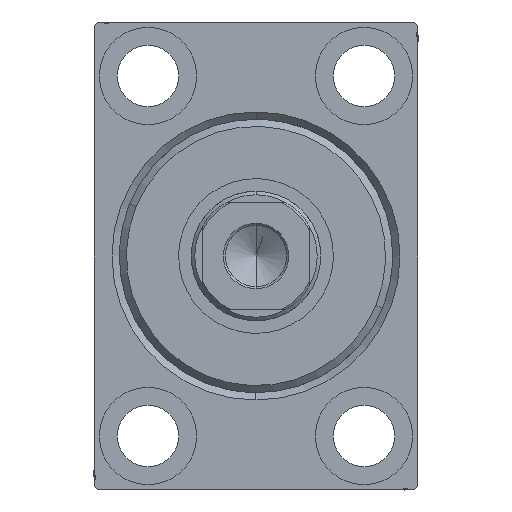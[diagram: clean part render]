
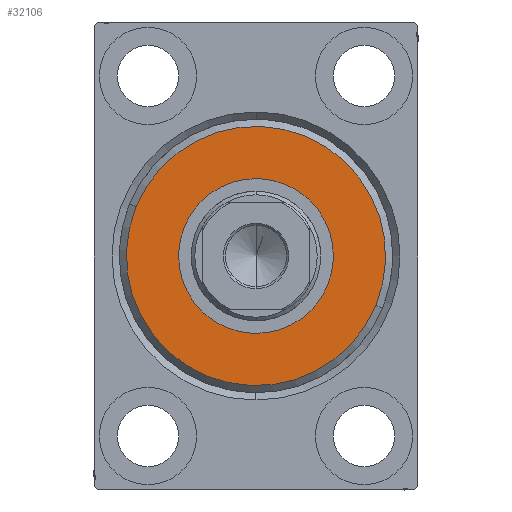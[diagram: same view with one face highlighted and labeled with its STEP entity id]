
A CAD part, left-side view. The second image highlights one B-rep face of the part: STEP entity #32106.
In plain terms, the highlighted face is planar.
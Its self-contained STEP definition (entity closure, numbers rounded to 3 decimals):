
#730 = DIRECTION ( 'NONE',  ( 1., 0., 0. ) ) ;
#978 = AXIS2_PLACEMENT_3D ( 'NONE', #19528, #12785, #37267 ) ;
#2876 = CARTESIAN_POINT ( 'NONE',  ( 3., 0., 10.75 ) ) ;
#4317 = ORIENTED_EDGE ( 'NONE', *, *, #20361, .T. ) ;
#4773 = FACE_BOUND ( 'NONE', #35121, .T. ) ;
#7039 = VERTEX_POINT ( 'NONE', #2876 ) ;
#7433 = CARTESIAN_POINT ( 'NONE',  ( 3., 0., 18. ) ) ;
#7439 = EDGE_CURVE ( 'NONE', #41272, #12333, #28754, .T. ) ;
#10836 = CARTESIAN_POINT ( 'NONE',  ( 3., 0., 0. ) ) ;
#11442 = DIRECTION ( 'NONE',  ( 0., 0., -1. ) ) ;
#11806 = ORIENTED_EDGE ( 'NONE', *, *, #16940, .T. ) ;
#12333 = VERTEX_POINT ( 'NONE', #35277 ) ;
#12785 = DIRECTION ( 'NONE',  ( -1., 0., 0. ) ) ;
#12925 = DIRECTION ( 'NONE',  ( 1., 0., 0. ) ) ;
#14328 = EDGE_CURVE ( 'NONE', #35319, #7039, #39673, .T. ) ;
#14815 = DIRECTION ( 'NONE',  ( -1., 0., 0. ) ) ;
#15824 = AXIS2_PLACEMENT_3D ( 'NONE', #19662, #12925, #26614 ) ;
#16940 = EDGE_CURVE ( 'NONE', #7039, #35319, #17397, .T. ) ;
#17397 = CIRCLE ( 'NONE', #43923, 10.75 ) ;
#17576 = FACE_OUTER_BOUND ( 'NONE', #20501, .T. ) ;
#18932 = CIRCLE ( 'NONE', #31125, 18. ) ;
#19528 = CARTESIAN_POINT ( 'NONE',  ( 3., 0., 0. ) ) ;
#19662 = CARTESIAN_POINT ( 'NONE',  ( 3., 0., 0. ) ) ;
#20361 = EDGE_CURVE ( 'NONE', #12333, #41272, #18932, .T. ) ;
#20501 = EDGE_LOOP ( 'NONE', ( #36753, #4317 ) ) ;
#23851 = CARTESIAN_POINT ( 'NONE',  ( 3., 0., 0. ) ) ;
#26614 = DIRECTION ( 'NONE',  ( 0., 0., -1. ) ) ;
#27657 = DIRECTION ( 'NONE',  ( 0., 0., -1. ) ) ;
#28754 = CIRCLE ( 'NONE', #15824, 18. ) ;
#30780 = CARTESIAN_POINT ( 'NONE',  ( 3., 0., -10.75 ) ) ;
#31125 = AXIS2_PLACEMENT_3D ( 'NONE', #23851, #730, #27657 ) ;
#31421 = AXIS2_PLACEMENT_3D ( 'NONE', #10836, #31721, #38006 ) ;
#31721 = DIRECTION ( 'NONE',  ( 1., 0., 0. ) ) ;
#32106 = ADVANCED_FACE ( 'NONE', ( #17576, #4773 ), #42260, .T. ) ;
#35121 = EDGE_LOOP ( 'NONE', ( #11806, #42810 ) ) ;
#35277 = CARTESIAN_POINT ( 'NONE',  ( 3., 0., -18. ) ) ;
#35319 = VERTEX_POINT ( 'NONE', #30780 ) ;
#36753 = ORIENTED_EDGE ( 'NONE', *, *, #7439, .T. ) ;
#37267 = DIRECTION ( 'NONE',  ( 0., 0., -1. ) ) ;
#38006 = DIRECTION ( 'NONE',  ( 0., 0., -1. ) ) ;
#39063 = CARTESIAN_POINT ( 'NONE',  ( 3., 0., 0. ) ) ;
#39673 = CIRCLE ( 'NONE', #978, 10.75 ) ;
#41272 = VERTEX_POINT ( 'NONE', #7433 ) ;
#42260 = PLANE ( 'NONE',  #31421 ) ;
#42810 = ORIENTED_EDGE ( 'NONE', *, *, #14328, .T. ) ;
#43923 = AXIS2_PLACEMENT_3D ( 'NONE', #39063, #14815, #11442 ) ;
